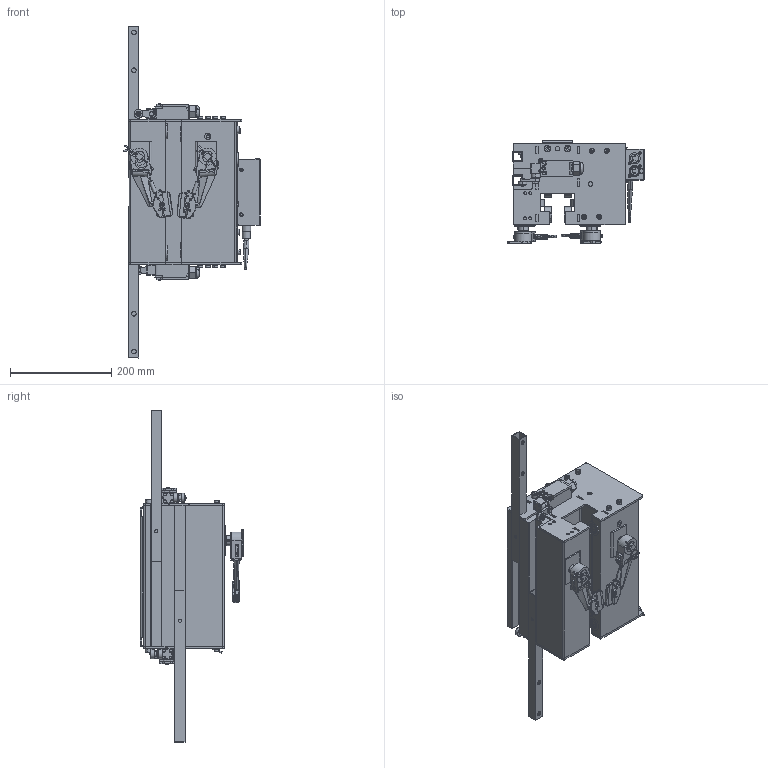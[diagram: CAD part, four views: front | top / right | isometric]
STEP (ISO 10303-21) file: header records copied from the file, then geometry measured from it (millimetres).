
FILE_DESCRIPTION (( 'STEP AP214' ), '1' );
FILE_NAME ('352.2001.01_TrackRunner_Assembly_FAST.STEP', '2025-01-14T10:30:43', ( '' ), ( '' ), 'SwSTEP 2.0', 'SolidWorks 2023', '' );
FILE_SCHEMA (( 'AUTOMOTIVE_DESIGN' ));
Length unit declared in the file: millimetre
Products named in the file (1): 352.2001.01_TrackRunner_Assembly_FAST
Bounding box: 270.21 x 204.5 x 657 mm (x, y, z)
Surface area: 813552.4 mm2 (no closed solid volume)
Topology: 0 solids, 189 shells, 1815 faces, 6346 edges, 4545 vertices
Faces by surface type: plane 826, cylinder 713, bspline 101, torus 88, cone 71, sphere 16
Entity records: 76481 total; most frequent: CARTESIAN_POINT 23296, DIRECTION 11066, ORIENTED_EDGE 9806, EDGE_CURVE 6284, VERTEX_POINT 4545, AXIS2_PLACEMENT_3D 3896, LINE 3274, VECTOR 3274
